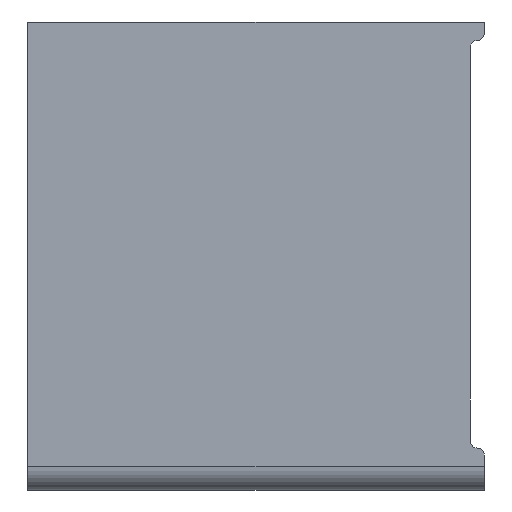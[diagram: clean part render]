
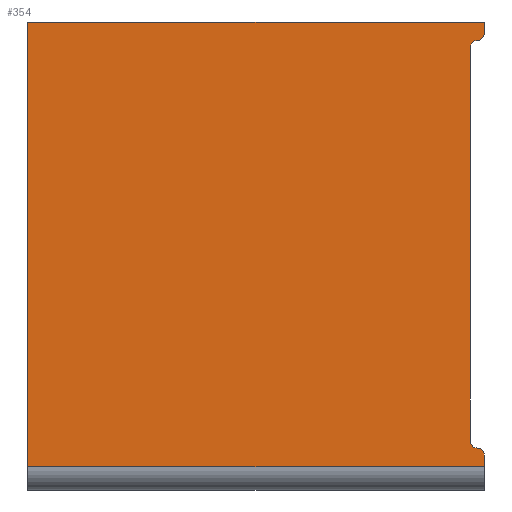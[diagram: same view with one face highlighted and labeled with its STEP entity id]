
A CAD part, left-side view. The second image highlights one B-rep face of the part: STEP entity #354.
In plain terms, the highlighted planar face has unit normal (-1, 0, 0).
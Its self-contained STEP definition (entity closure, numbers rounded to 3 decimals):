
#17=PLANE('',#393);
#34=FACE_OUTER_BOUND('',#56,.T.);
#56=EDGE_LOOP('',(#251,#252,#253,#254,#255,#256,#257,#258,#259,#260));
#79=LINE('',#546,#117);
#80=LINE('',#552,#118);
#81=LINE('',#554,#119);
#82=LINE('',#556,#120);
#83=LINE('',#558,#121);
#84=LINE('',#559,#122);
#117=VECTOR('',#438,10.);
#118=VECTOR('',#443,10.);
#119=VECTOR('',#444,10.);
#120=VECTOR('',#445,10.);
#121=VECTOR('',#446,10.);
#122=VECTOR('',#447,10.);
#153=CIRCLE('',#391,7.5);
#155=CIRCLE('',#394,7.5);
#156=CIRCLE('',#395,7.5);
#157=CIRCLE('',#396,7.5);
#165=VERTEX_POINT('',#534);
#166=VERTEX_POINT('',#535);
#169=VERTEX_POINT('',#543);
#170=VERTEX_POINT('',#545);
#171=VERTEX_POINT('',#547);
#172=VERTEX_POINT('',#549);
#173=VERTEX_POINT('',#551);
#174=VERTEX_POINT('',#553);
#175=VERTEX_POINT('',#555);
#176=VERTEX_POINT('',#557);
#197=EDGE_CURVE('',#165,#166,#153,.T.);
#201=EDGE_CURVE('',#169,#165,#155,.T.);
#202=EDGE_CURVE('',#169,#170,#79,.T.);
#203=EDGE_CURVE('',#171,#170,#156,.T.);
#204=EDGE_CURVE('',#172,#171,#157,.T.);
#205=EDGE_CURVE('',#172,#173,#80,.T.);
#206=EDGE_CURVE('',#174,#173,#81,.T.);
#207=EDGE_CURVE('',#175,#174,#82,.T.);
#208=EDGE_CURVE('',#175,#176,#83,.T.);
#209=EDGE_CURVE('',#176,#166,#84,.T.);
#251=ORIENTED_EDGE('',*,*,#197,.F.);
#252=ORIENTED_EDGE('',*,*,#201,.F.);
#253=ORIENTED_EDGE('',*,*,#202,.T.);
#254=ORIENTED_EDGE('',*,*,#203,.F.);
#255=ORIENTED_EDGE('',*,*,#204,.F.);
#256=ORIENTED_EDGE('',*,*,#205,.T.);
#257=ORIENTED_EDGE('',*,*,#206,.F.);
#258=ORIENTED_EDGE('',*,*,#207,.F.);
#259=ORIENTED_EDGE('',*,*,#208,.T.);
#260=ORIENTED_EDGE('',*,*,#209,.T.);
#354=ADVANCED_FACE('',(#34),#17,.F.);
#391=AXIS2_PLACEMENT_3D('',#536,#428,#429);
#393=AXIS2_PLACEMENT_3D('',#542,#434,#435);
#394=AXIS2_PLACEMENT_3D('',#544,#436,#437);
#395=AXIS2_PLACEMENT_3D('',#548,#439,#440);
#396=AXIS2_PLACEMENT_3D('',#550,#441,#442);
#428=DIRECTION('center_axis',(1.,0.,0.));
#429=DIRECTION('ref_axis',(0.,-0.707,0.707));
#434=DIRECTION('center_axis',(1.,0.,0.));
#435=DIRECTION('ref_axis',(0.,0.,1.));
#436=DIRECTION('center_axis',(-1.,0.,0.));
#437=DIRECTION('ref_axis',(0.,0.707,-0.707));
#438=DIRECTION('',(0.,0.,1.));
#439=DIRECTION('center_axis',(-1.,0.,0.));
#440=DIRECTION('ref_axis',(0.,0.707,0.707));
#441=DIRECTION('center_axis',(1.,0.,0.));
#442=DIRECTION('ref_axis',(0.,-0.707,-0.707));
#443=DIRECTION('',(0.,0.,1.));
#444=DIRECTION('',(0.,-1.,0.));
#445=DIRECTION('',(0.,0.,1.));
#446=DIRECTION('',(0.,-1.,0.));
#447=DIRECTION('',(0.,0.,1.));
#534=CARTESIAN_POINT('',(-25.,-12.5,39.9));
#535=CARTESIAN_POINT('',(-25.,-20.,32.4));
#536=CARTESIAN_POINT('Origin',(-25.,-12.5,32.4));
#542=CARTESIAN_POINT('Origin',(-25.,470.,19.9));
#543=CARTESIAN_POINT('',(-25.,-5.,47.4));
#544=CARTESIAN_POINT('Origin',(-25.,-12.5,47.4));
#545=CARTESIAN_POINT('',(-25.,-5.,469.7));
#546=CARTESIAN_POINT('',(-25.,-5.,248.55));
#547=CARTESIAN_POINT('',(-25.,-12.5,477.2));
#548=CARTESIAN_POINT('Origin',(-25.,-12.5,469.7));
#549=CARTESIAN_POINT('',(-25.,-20.,484.7));
#550=CARTESIAN_POINT('Origin',(-25.,-12.5,484.7));
#551=CARTESIAN_POINT('',(-25.,-20.,497.));
#552=CARTESIAN_POINT('',(-25.,-20.,19.9));
#553=CARTESIAN_POINT('',(-25.,470.,497.));
#554=CARTESIAN_POINT('',(-25.,470.,497.));
#555=CARTESIAN_POINT('',(-25.,470.,19.9));
#556=CARTESIAN_POINT('',(-25.,470.,19.9));
#557=CARTESIAN_POINT('',(-25.,-20.,19.9));
#558=CARTESIAN_POINT('',(-25.,470.,19.9));
#559=CARTESIAN_POINT('',(-25.,-20.,19.9));
